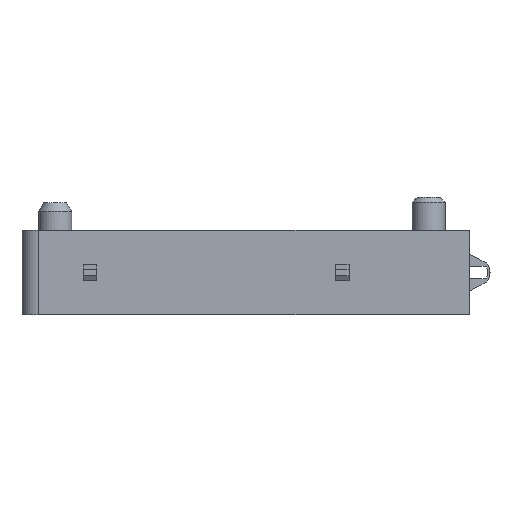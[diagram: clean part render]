
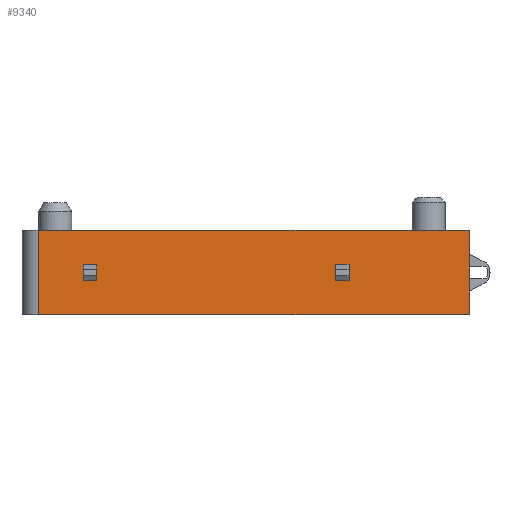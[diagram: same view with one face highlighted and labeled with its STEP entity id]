
A CAD part, front view. The second image highlights one B-rep face of the part: STEP entity #9340.
In plain terms, the highlighted planar face has unit normal (0, -1, 0).
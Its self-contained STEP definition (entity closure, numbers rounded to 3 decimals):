
#20=DIRECTION('',(1.,0.,0.));
#21=VECTOR('',#20,26.);
#22=CARTESIAN_POINT('',(1.,0.,0.));
#23=LINE('',#22,#21);
#1354=DIRECTION('',(0.,0.,-1.));
#1355=VECTOR('',#1354,1.);
#1356=CARTESIAN_POINT('',(3.7,0.,3.04));
#1357=LINE('',#1356,#1355);
#1358=DIRECTION('',(-1.,0.,0.));
#1359=VECTOR('',#1358,0.8);
#1360=CARTESIAN_POINT('',(4.5,0.,3.04));
#1361=LINE('',#1360,#1359);
#1362=DIRECTION('',(0.,0.,-1.));
#1363=VECTOR('',#1362,1.);
#1364=CARTESIAN_POINT('',(18.94,0.,3.04));
#1365=LINE('',#1364,#1363);
#1366=DIRECTION('',(-1.,0.,0.));
#1367=VECTOR('',#1366,0.8);
#1368=CARTESIAN_POINT('',(19.74,0.,3.04));
#1369=LINE('',#1368,#1367);
#1374=DIRECTION('',(0.,0.,-1.));
#1375=VECTOR('',#1374,5.08);
#1376=CARTESIAN_POINT('',(1.,0.,5.08));
#1377=LINE('',#1376,#1375);
#2158=DIRECTION('',(0.,0.,1.));
#2159=VECTOR('',#2158,5.08);
#2160=CARTESIAN_POINT('',(27.,0.,0.));
#2161=LINE('',#2160,#2159);
#2210=DIRECTION('',(-1.,0.,0.));
#2211=VECTOR('',#2210,26.);
#2212=CARTESIAN_POINT('',(27.,0.,5.08));
#2213=LINE('',#2212,#2211);
#3712=DIRECTION('',(0.,0.,-1.));
#3713=VECTOR('',#3712,1.);
#3714=CARTESIAN_POINT('',(4.5,0.,3.04));
#3715=LINE('',#3714,#3713);
#3732=DIRECTION('',(-1.,0.,0.));
#3733=VECTOR('',#3732,0.8);
#3734=CARTESIAN_POINT('',(4.5,0.,2.04));
#3735=LINE('',#3734,#3733);
#3784=DIRECTION('',(0.,0.,-1.));
#3785=VECTOR('',#3784,1.);
#3786=CARTESIAN_POINT('',(19.74,0.,3.04));
#3787=LINE('',#3786,#3785);
#3800=DIRECTION('',(-1.,0.,0.));
#3801=VECTOR('',#3800,0.8);
#3802=CARTESIAN_POINT('',(19.74,0.,2.04));
#3803=LINE('',#3802,#3801);
#6456=CARTESIAN_POINT('',(4.5,0.,3.04));
#6457=CARTESIAN_POINT('',(3.7,0.,3.04));
#6458=VERTEX_POINT('',#6456);
#6459=VERTEX_POINT('',#6457);
#6464=CARTESIAN_POINT('',(1.,0.,5.08));
#6465=CARTESIAN_POINT('',(1.,0.,0.));
#6466=VERTEX_POINT('',#6464);
#6467=VERTEX_POINT('',#6465);
#6468=CARTESIAN_POINT('',(27.,0.,5.08));
#6469=VERTEX_POINT('',#6468);
#6470=CARTESIAN_POINT('',(27.,0.,0.));
#6471=VERTEX_POINT('',#6470);
#6472=CARTESIAN_POINT('',(3.7,0.,2.04));
#6473=VERTEX_POINT('',#6472);
#6474=CARTESIAN_POINT('',(4.5,0.,2.04));
#6475=VERTEX_POINT('',#6474);
#6476=CARTESIAN_POINT('',(18.94,0.,3.04));
#6477=CARTESIAN_POINT('',(18.94,0.,2.04));
#6478=VERTEX_POINT('',#6476);
#6479=VERTEX_POINT('',#6477);
#6480=CARTESIAN_POINT('',(19.74,0.,2.04));
#6481=VERTEX_POINT('',#6480);
#6482=CARTESIAN_POINT('',(19.74,0.,3.04));
#6483=VERTEX_POINT('',#6482);
#9306=CARTESIAN_POINT('',(0.,0.,0.));
#9307=DIRECTION('',(0.,-1.,0.));
#9308=DIRECTION('',(-1.,0.,0.));
#9309=AXIS2_PLACEMENT_3D('',#9306,#9307,#9308);
#9310=PLANE('',#9309);
#9312=ORIENTED_EDGE('',*,*,#9311,.F.);
#9314=ORIENTED_EDGE('',*,*,#9313,.F.);
#9316=ORIENTED_EDGE('',*,*,#9315,.F.);
#9317=ORIENTED_EDGE('',*,*,#8566,.F.);
#9318=EDGE_LOOP('',(#9312,#9314,#9316,#9317));
#9319=FACE_OUTER_BOUND('',#9318,.F.);
#9321=ORIENTED_EDGE('',*,*,#9320,.T.);
#9323=ORIENTED_EDGE('',*,*,#9322,.F.);
#9325=ORIENTED_EDGE('',*,*,#9324,.F.);
#9327=ORIENTED_EDGE('',*,*,#9326,.T.);
#9328=EDGE_LOOP('',(#9321,#9323,#9325,#9327));
#9329=FACE_BOUND('',#9328,.F.);
#9331=ORIENTED_EDGE('',*,*,#9330,.T.);
#9333=ORIENTED_EDGE('',*,*,#9332,.F.);
#9335=ORIENTED_EDGE('',*,*,#9334,.F.);
#9337=ORIENTED_EDGE('',*,*,#9336,.T.);
#9338=EDGE_LOOP('',(#9331,#9333,#9335,#9337));
#9339=FACE_BOUND('',#9338,.F.);
#8566=EDGE_CURVE('',#6467,#6471,#23,.T.);
#9311=EDGE_CURVE('',#6466,#6467,#1377,.T.);
#9313=EDGE_CURVE('',#6469,#6466,#2213,.T.);
#9315=EDGE_CURVE('',#6471,#6469,#2161,.T.);
#9320=EDGE_CURVE('',#6459,#6473,#1357,.T.);
#9322=EDGE_CURVE('',#6475,#6473,#3735,.T.);
#9324=EDGE_CURVE('',#6458,#6475,#3715,.T.);
#9326=EDGE_CURVE('',#6458,#6459,#1361,.T.);
#9330=EDGE_CURVE('',#6478,#6479,#1365,.T.);
#9332=EDGE_CURVE('',#6481,#6479,#3803,.T.);
#9334=EDGE_CURVE('',#6483,#6481,#3787,.T.);
#9336=EDGE_CURVE('',#6483,#6478,#1369,.T.);
#9340=ADVANCED_FACE('',(#9319,#9329,#9339),#9310,.T.);
